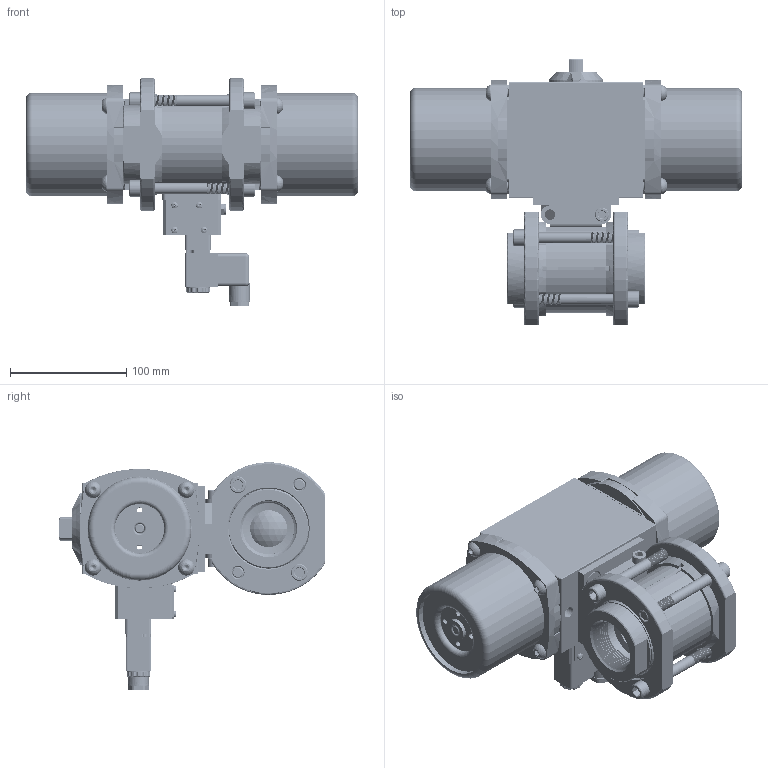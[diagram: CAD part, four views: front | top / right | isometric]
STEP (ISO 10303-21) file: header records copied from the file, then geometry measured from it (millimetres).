
FILE_DESCRIPTION (( 'STEP AP203' ), '1' );
FILE_NAME ('22XXSESA522SR3GPDS.step', '2018-06-12T11:57:40', ( '' ), ( '' ), 'SwSTEP 2.0', 'SolidWorks 2017', '' );
FILE_SCHEMA (( 'CONFIG_CONTROL_DESIGN' ));
Products named in the file (1): 22XXSESA522SR3GPDS
Bounding box: 285.09 x 229.11 x 195.43 mm (x, y, z)
Volume: 1535770.8 mm3; surface area: 587725.1 mm2
Topology: 69 solids, 69 shells, 6194 faces, 15970 edges, 10002 vertices
Faces by surface type: cylinder 2667, cone 2079, plane 1068, torus 259, bspline 91, sphere 30
Entity records: 232422 total; most frequent: CARTESIAN_POINT 80625, DIRECTION 33757, ORIENTED_EDGE 31680, EDGE_CURVE 15840, AXIS2_PLACEMENT_3D 13678, VERTEX_POINT 10000, CIRCLE 7574, EDGE_LOOP 6662
